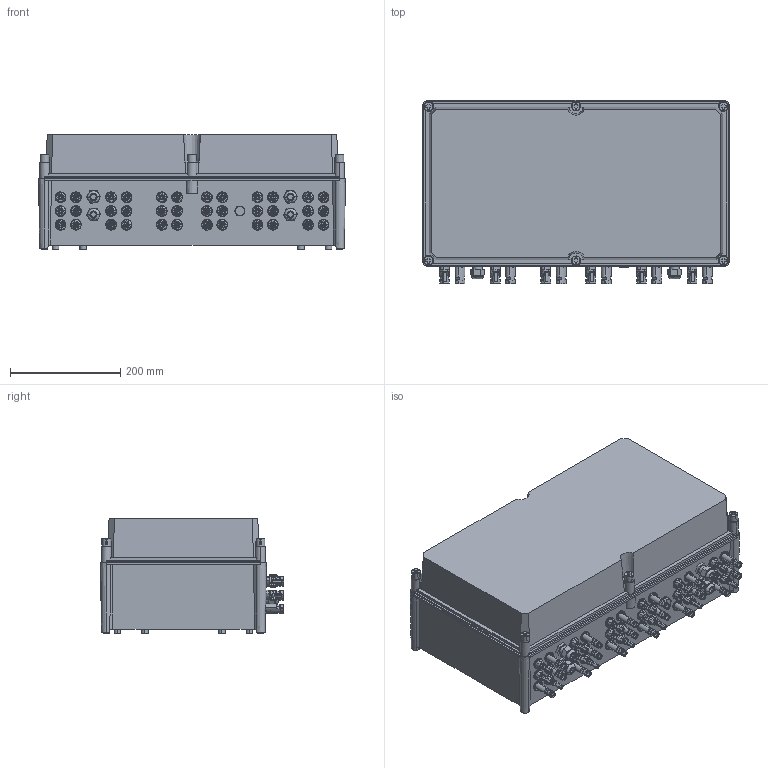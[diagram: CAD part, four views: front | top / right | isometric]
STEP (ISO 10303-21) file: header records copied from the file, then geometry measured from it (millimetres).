
FILE_DESCRIPTION(('CATIA V5 STEP Exchange','CAx-IF Rec.Pracs.--- Model Styling and Organization---1.4--- 2014-01-23'),'2;1');
FILE_NAME ('D1427935_1', '2020-06-22T12:45:11+00:00', ('none'), ('Weidmueller'), 'CATIA Version 5-6 Release 2016 SP3 HF44', 'CATIA V5 STEP AP214', 'none');
FILE_SCHEMA(('AUTOMOTIVE_DESIGN { 1 0 10303 214 1 1 1 1 }'));
Products named in the file (1): S3D_PVN1_M3_I4_SX_WM4C
Bounding box: 558 x 333.31 x 209 mm (x, y, z)
Volume: 30723372.2 mm3; surface area: 1188182.3 mm2
Topology: 49 solids, 49 shells, 3789 faces, 11463 edges, 7919 vertices
Faces by surface type: plane 2005, cylinder 1278, cone 404, sphere 54, revolution 36, bspline 8, torus 4
Entity records: 135534 total; most frequent: CARTESIAN_POINT 39363, ORIENTED_EDGE 22910, DIRECTION 13209, EDGE_CURVE 11455, VERTEX_POINT 7919, AXIS2_PLACEMENT_3D 5579, VECTOR 5165, LINE 5165
